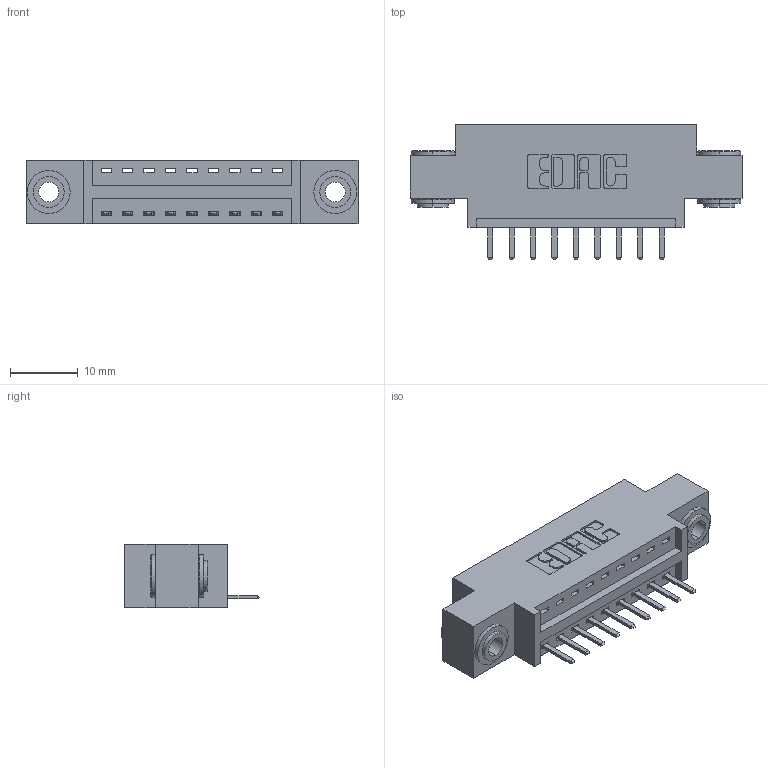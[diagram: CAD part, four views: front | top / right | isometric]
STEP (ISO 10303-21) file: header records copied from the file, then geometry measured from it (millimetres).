
FILE_DESCRIPTION (( 'STEP AP203' ), '1' );
FILE_NAME ('396-009-520-603.STEP', '2019-10-26T13:37:30', ( '' ), ( '' ), 'SwSTEP 2.0', 'SolidWorks 2016', '' );
FILE_SCHEMA (( 'CONFIG_CONTROL_DESIGN' ));
Length unit declared in the file: inch
Products named in the file (4): 396-009-520-603; 345-250-002_345-250-002-102; 345-292-001_345-293-120; 346 Part_0.170 Offset - 0.156 Dia-TH
Assembly tree (12 placements, depth 2):
  396-009-520-603
    346 Part_0.170 Offset - 0.156 Dia-TH
    345-292-001_345-293-120  x9
    345-250-002_345-250-002-102  x2
Bounding box: 49.15 x 20.02 x 9.4 mm (x, y, z)
Volume: 4316.2 mm3; surface area: 5331.7 mm2
Topology: 12 solids, 12 shells, 722 faces, 2073 edges, 1354 vertices
Faces by surface type: plane 468, cylinder 246, cone 8
Entity records: 10924 total; most frequent: CARTESIAN_POINT 1874, ORIENTED_EDGE 1798, DIRECTION 1711, EDGE_CURVE 899, LINE 703, VECTOR 703, VERTEX_POINT 594, AXIS2_PLACEMENT_3D 504
